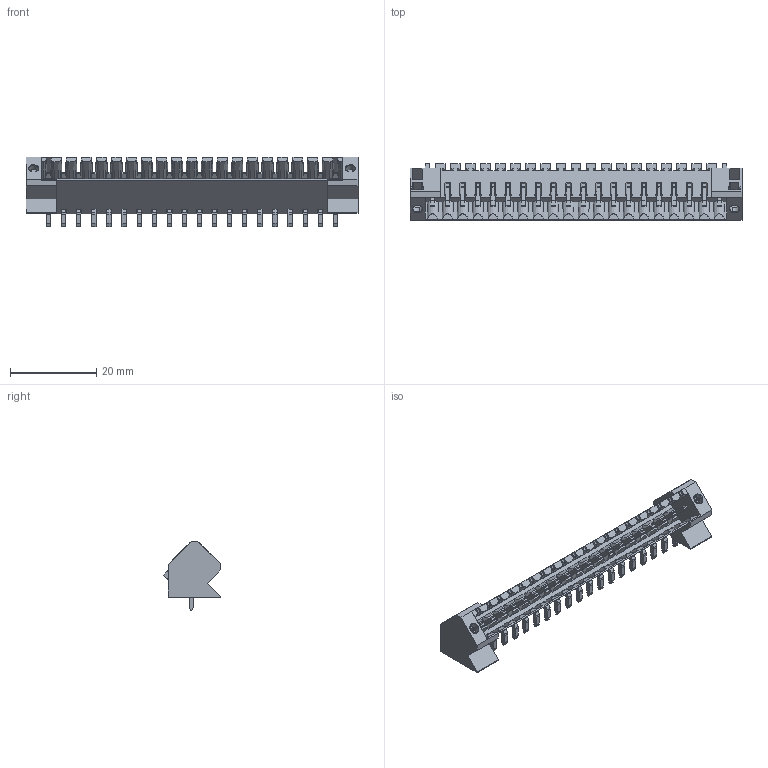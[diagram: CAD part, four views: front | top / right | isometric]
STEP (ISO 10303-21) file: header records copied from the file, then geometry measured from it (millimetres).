
FILE_DESCRIPTION(('CATIA V5 STEP Exchange','CAx-IF Rec.Pracs.--- Model Styling and Organization---1.2---2011-12-15'),'2;1');
FILE_NAME ('D1454215_0_1643510000_1643510000.stp','2018-10-10T07:18:26+00:00',('none'),('Weidmueller'),'CATIA Version 5-6 Release 2014','CATIA V5 STEP AP214','none');
FILE_SCHEMA(('AUTOMOTIVE_DESIGN { 1 0 10303 214 1 1 1 1 }'));
Length unit declared in the file: millimetre
Products named in the file (1): 1643510000
Bounding box: 77 x 13.15 x 16.23 mm (x, y, z)
Volume: 3303.9 mm3; surface area: 7402.1 mm2
Topology: 21 solids, 21 shells, 1598 faces, 4623 edges, 3069 vertices
Faces by surface type: plane 1338, cylinder 236, cone 24
Entity records: 48865 total; most frequent: CARTESIAN_POINT 11132, ORIENTED_EDGE 9246, DIRECTION 5595, EDGE_CURVE 4623, VECTOR 3745, LINE 3745, VERTEX_POINT 3069, EDGE_LOOP 1644
